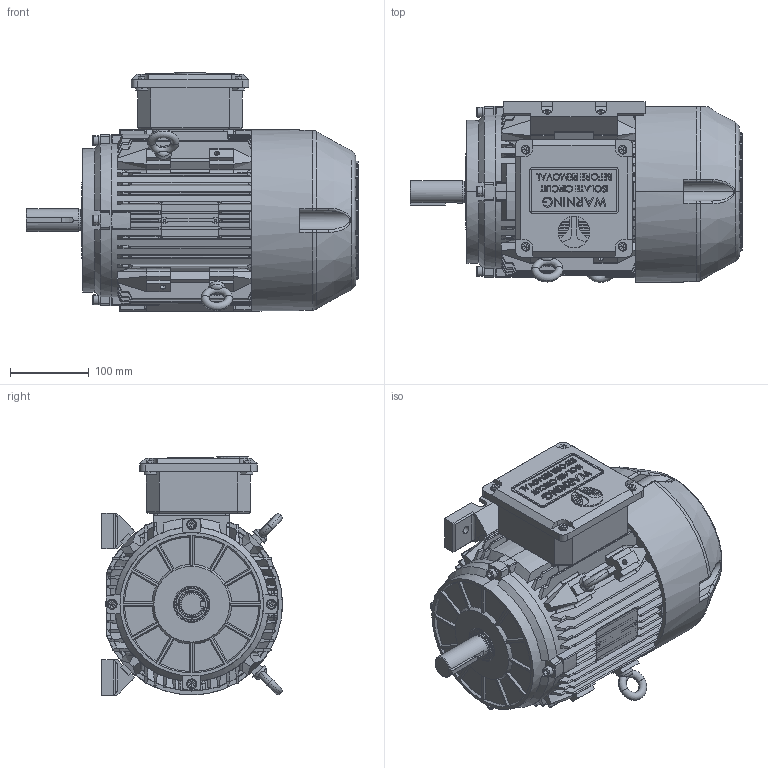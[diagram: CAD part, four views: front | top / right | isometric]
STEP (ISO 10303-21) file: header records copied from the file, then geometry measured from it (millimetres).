
FILE_DESCRIPTION (( 'STEP AP203' ), '1' );
FILE_NAME ('TFCR 184T ﾍ簟ﾎﾍｼ F1.STEP', '2017-03-15T05:20:57', ( 'ﾎ｢ﾈ橆ﾃｻｧ' ), ( 'ﾎ｢ﾈ晥ｫﾋｾ' ), 'SwSTEP 2.0', 'SolidWorks 2008', '' );
FILE_SCHEMA (( 'CONFIG_CONTROL_DESIGN' ));
Length unit declared in the file: millimetre
Products named in the file (21): 184T 转轴_默认; 6306_默认; TX 112铸铁风罩2_默认; 吊环M8_默认; M5-8_默认; ﾐﾂNEMA180-210Tｽﾓﾏﾟｺﾐｸﾇ_ﾄｬﾈﾏ; 180-210T接线盒座垫_默认; TFCR 184T 俋倛芞 F1; 184T B5 机座_默认; 184T 转子_默认; TC 112 B3 端盖_默认; NEMA 184T 底脚_默认; TC 100-112风叶_默认; 油封30-44-7_默认; 180T 平键_默认; TFC180T 装配体_默认; 新NEMA180T接线盒座_默认; NEMA 180-210接线盒盖垫_默认; M8-30_默认; 8_默认; 112后端盖螺栓_默认
Assembly tree (44 placements, depth 3):
  TFCR 184T 俋倛芞 F1
    M8-30_默认  x8
    8_默认  x8
    吊环M8_默认  x2
    180T 平键_默认
    112后端盖螺栓_默认  x4
    油封30-44-7_默认
    TFC180T 装配体_默认
      M5-8_默认  x4
      NEMA 180-210接线盒盖垫_默认
      ﾐﾂNEMA180-210Tｽﾓﾏﾟｺﾐｸﾇ_ﾄｬﾈﾏ
      新NEMA180T接线盒座_默认
    184T B5 机座_默认
    TC 112 B3 端盖_默认  x2
    NEMA 184T 底脚_默认  x2
    TX 112铸铁风罩2_默认
    184T 转子_默认
      184T 转轴_默认
      6306_默认  x2
    TC 100-112风叶_默认
    180-210T接线盒座垫_默认
Bounding box: 421 x 229.27 x 302.33 mm (x, y, z)
Volume: 3744035.4 mm3; surface area: 1318821.6 mm2
Topology: 42 solids, 42 shells, 3440 faces, 9030 edges, 5753 vertices
Faces by surface type: plane 1653, cylinder 1013, cone 276, bspline 253, torus 243, sphere 2
Entity records: 106460 total; most frequent: CARTESIAN_POINT 36376, ORIENTED_EDGE 14672, DIRECTION 13110, EDGE_CURVE 7336, VERTEX_POINT 4711, AXIS2_PLACEMENT_3D 4526, VECTOR 4058, LINE 4058
